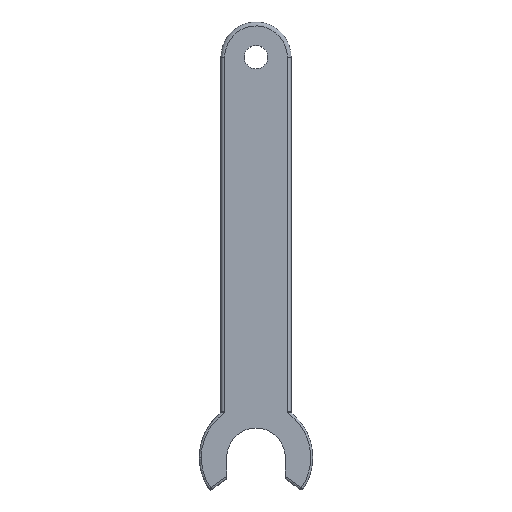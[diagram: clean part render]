
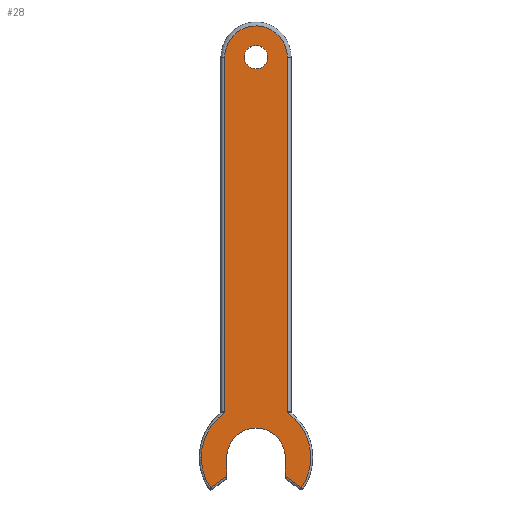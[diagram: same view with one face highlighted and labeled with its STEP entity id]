
A CAD part, top view. The second image highlights one B-rep face of the part: STEP entity #28.
In plain terms, the highlighted planar face has unit normal (0, 0, 1).
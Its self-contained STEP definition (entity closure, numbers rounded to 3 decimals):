
#1 = CARTESIAN_POINT ( 'NONE',  ( -11.613, -7.819, 0. ) ) ;
#13 = EDGE_CURVE ( 'NONE', #999, #1227, #88, .T. ) ;
#14 = VECTOR ( 'NONE', #486, 1000. ) ;
#28 = ADVANCED_FACE ( 'NONE', ( #1623, #2187 ), #699, .F. ) ;
#62 = ORIENTED_EDGE ( 'NONE', *, *, #901, .F. ) ;
#88 = LINE ( 'NONE', #2373, #606 ) ;
#108 = DIRECTION ( 'NONE',  ( 0., -1., 0. ) ) ;
#117 =( BOUNDED_CURVE ( )  B_SPLINE_CURVE ( 3, ( #1, #2461, #798, #2251 ),
 .UNSPECIFIED., .F., .F. ) 
 B_SPLINE_CURVE_WITH_KNOTS ( ( 4, 4 ),
 ( 0., 1. ),
 .UNSPECIFIED. ) 
 CURVE ( )  GEOMETRIC_REPRESENTATION_ITEM ( )  RATIONAL_B_SPLINE_CURVE ( ( 0.957, 0.929, 0.929, 0.957 ) ) 
 REPRESENTATION_ITEM ( '' )  );
#123 = DIRECTION ( 'NONE',  ( 1., 0., 0. ) ) ;
#156 = CARTESIAN_POINT ( 'NONE',  ( -8., 102.477, 0. ) ) ;
#176 = EDGE_CURVE ( 'NONE', #2583, #2522, #1385, .T. ) ;
#204 = VECTOR ( 'NONE', #1297, 1000. ) ;
#313 = EDGE_LOOP ( 'NONE', ( #1432, #62 ) ) ;
#377 = CARTESIAN_POINT ( 'NONE',  ( -8., 11.489, 0. ) ) ;
#385 =( BOUNDED_CURVE ( )  B_SPLINE_CURVE ( 3, ( #156, #1975, #961, #2423 ),
 .UNSPECIFIED., .F., .T. ) 
 B_SPLINE_CURVE_WITH_KNOTS ( ( 4, 4 ),
 ( 0., 1. ),
 .UNSPECIFIED. ) 
 CURVE ( )  GEOMETRIC_REPRESENTATION_ITEM ( )  RATIONAL_B_SPLINE_CURVE ( ( 0.957, 0.319, 0.319, 0.957 ) ) 
 REPRESENTATION_ITEM ( '' )  );
#452 = LINE ( 'NONE', #2611, #862 ) ;
#486 = DIRECTION ( 'NONE',  ( -0.809, 0.588, 0. ) ) ;
#500 = ORIENTED_EDGE ( 'NONE', *, *, #1872, .F. ) ;
#571 = CARTESIAN_POINT ( 'NONE',  ( 0., 102.477, 0. ) ) ;
#594 = AXIS2_PLACEMENT_3D ( 'NONE', #571, #1403, #1586 ) ;
#597 = CARTESIAN_POINT ( 'NONE',  ( 8., 51.329, 0. ) ) ;
#606 = VECTOR ( 'NONE', #108, 1000. ) ;
#611 = VERTEX_POINT ( 'NONE', #854 ) ;
#620 = CARTESIAN_POINT ( 'NONE',  ( 7.5, 51.329, 0. ) ) ;
#630 = CIRCLE ( 'NONE', #594, 3. ) ;
#647 = CARTESIAN_POINT ( 'NONE',  ( 8., 102.477, 0. ) ) ;
#665 = CARTESIAN_POINT ( 'NONE',  ( 8., 11.489, 0. ) ) ;
#692 = DIRECTION ( 'NONE',  ( -1., 0., 0. ) ) ;
#698 = CARTESIAN_POINT ( 'NONE',  ( -11.613, -7.819, 0. ) ) ;
#699 = PLANE ( 'NONE',  #2382 ) ;
#706 = ORIENTED_EDGE ( 'NONE', *, *, #1572, .F. ) ;
#791 = CARTESIAN_POINT ( 'NONE',  ( 0., 0., 0. ) ) ;
#798 = CARTESIAN_POINT ( 'NONE',  ( -14., -2.807, 0. ) ) ;
#805 = EDGE_CURVE ( 'NONE', #1260, #2337, #890, .T. ) ;
#847 = CARTESIAN_POINT ( 'NONE',  ( 7.5, -4.831, 0. ) ) ;
#854 = CARTESIAN_POINT ( 'NONE',  ( -8., 11.489, 0. ) ) ;
#862 = VECTOR ( 'NONE', #2172, 1000. ) ;
#889 =( BOUNDED_CURVE ( )  B_SPLINE_CURVE ( 3, ( #2678, #1399, #1583, #377 ),
 .UNSPECIFIED., .F., .F. ) 
 B_SPLINE_CURVE_WITH_KNOTS ( ( 4, 4 ),
 ( 0., 1. ),
 .UNSPECIFIED. ) 
 CURVE ( )  GEOMETRIC_REPRESENTATION_ITEM ( )  RATIONAL_B_SPLINE_CURVE ( ( 0.957, 0.884, 0.883, 0.955 ) ) 
 REPRESENTATION_ITEM ( '' )  );
#890 =( BOUNDED_CURVE ( )  B_SPLINE_CURVE ( 3, ( #2304, #2037, #2691, #2457 ),
 .UNSPECIFIED., .F., .F. ) 
 B_SPLINE_CURVE_WITH_KNOTS ( ( 4, 4 ),
 ( 0., 1. ),
 .UNSPECIFIED. ) 
 CURVE ( )  GEOMETRIC_REPRESENTATION_ITEM ( )  RATIONAL_B_SPLINE_CURVE ( ( 0.953, 0.771, 0.772, 0.957 ) ) 
 REPRESENTATION_ITEM ( '' )  );
#901 = EDGE_CURVE ( 'NONE', #2522, #2583, #630, .T. ) ;
#961 = CARTESIAN_POINT ( 'NONE',  ( 8., 118.477, 0. ) ) ;
#999 = VERTEX_POINT ( 'NONE', #1208 ) ;
#1004 = DIRECTION ( 'NONE',  ( 1., 0., 0. ) ) ;
#1090 = VECTOR ( 'NONE', #2281, 1000. ) ;
#1107 = CARTESIAN_POINT ( 'NONE',  ( 14.168, -8.529, 0. ) ) ;
#1116 = EDGE_CURVE ( 'NONE', #611, #1519, #452, .T. ) ;
#1200 = CARTESIAN_POINT ( 'NONE',  ( -8., 102.477, 0. ) ) ;
#1208 = CARTESIAN_POINT ( 'NONE',  ( -7.5, 0., 0. ) ) ;
#1212 = EDGE_CURVE ( 'NONE', #1227, #1939, #1874, .T. ) ;
#1227 = VERTEX_POINT ( 'NONE', #2106 ) ;
#1232 = VERTEX_POINT ( 'NONE', #647 ) ;
#1260 = VERTEX_POINT ( 'NONE', #665 ) ;
#1265 = CARTESIAN_POINT ( 'NONE',  ( 7.475, -4.813, 0. ) ) ;
#1297 = DIRECTION ( 'NONE',  ( -0.809, -0.588, 0. ) ) ;
#1299 = VERTEX_POINT ( 'NONE', #847 ) ;
#1308 = CARTESIAN_POINT ( 'NONE',  ( -11.613, -7.819, 0. ) ) ;
#1318 = EDGE_CURVE ( 'NONE', #1299, #1636, #1618, .T. ) ;
#1321 = CIRCLE ( 'NONE', #1327, 7.5 ) ;
#1327 = AXIS2_PLACEMENT_3D ( 'NONE', #791, #2245, #1004 ) ;
#1338 = DIRECTION ( 'NONE',  ( 0., 0., 1. ) ) ;
#1361 = EDGE_CURVE ( 'NONE', #2337, #1299, #1558, .T. ) ;
#1385 = CIRCLE ( 'NONE', #2170, 3. ) ;
#1399 = CARTESIAN_POINT ( 'NONE',  ( -14., 4.673, 0. ) ) ;
#1403 = DIRECTION ( 'NONE',  ( 0., 0., 1. ) ) ;
#1432 = ORIENTED_EDGE ( 'NONE', *, *, #176, .F. ) ;
#1485 = ORIENTED_EDGE ( 'NONE', *, *, #1116, .F. ) ;
#1490 = ORIENTED_EDGE ( 'NONE', *, *, #13, .F. ) ;
#1519 = VERTEX_POINT ( 'NONE', #1200 ) ;
#1530 = EDGE_CURVE ( 'NONE', #1636, #999, #1321, .T. ) ;
#1558 = LINE ( 'NONE', #1265, #14 ) ;
#1572 = EDGE_CURVE ( 'NONE', #1939, #1784, #117, .T. ) ;
#1583 = CARTESIAN_POINT ( 'NONE',  ( -11.837, 8.817, 0. ) ) ;
#1586 = DIRECTION ( 'NONE',  ( 1., 0., 0. ) ) ;
#1609 = CARTESIAN_POINT ( 'NONE',  ( 7.5, 0., 0. ) ) ;
#1610 = CARTESIAN_POINT ( 'NONE',  ( 3., 102.477, 0. ) ) ;
#1618 = LINE ( 'NONE', #620, #1090 ) ;
#1623 = FACE_BOUND ( 'NONE', #313, .T. ) ;
#1636 = VERTEX_POINT ( 'NONE', #1609 ) ;
#1784 = VERTEX_POINT ( 'NONE', #2167 ) ;
#1872 = EDGE_CURVE ( 'NONE', #1519, #1232, #385, .T. ) ;
#1874 = LINE ( 'NONE', #1308, #204 ) ;
#1888 = ORIENTED_EDGE ( 'NONE', *, *, #2431, .F. ) ;
#1918 = ORIENTED_EDGE ( 'NONE', *, *, #1530, .F. ) ;
#1939 = VERTEX_POINT ( 'NONE', #698 ) ;
#1975 = CARTESIAN_POINT ( 'NONE',  ( -8., 118.477, 0. ) ) ;
#1987 = ORIENTED_EDGE ( 'NONE', *, *, #1212, .F. ) ;
#2013 = CARTESIAN_POINT ( 'NONE',  ( -3., 102.477, 0. ) ) ;
#2033 = DIRECTION ( 'NONE',  ( 0., -1., 0. ) ) ;
#2037 = CARTESIAN_POINT ( 'NONE',  ( 14.652, 6.857, 0. ) ) ;
#2106 = CARTESIAN_POINT ( 'NONE',  ( -7.5, -4.831, 0. ) ) ;
#2135 = DIRECTION ( 'NONE',  ( 0., 0., -1. ) ) ;
#2167 = CARTESIAN_POINT ( 'NONE',  ( -14., 0., 0. ) ) ;
#2170 = AXIS2_PLACEMENT_3D ( 'NONE', #2607, #1338, #123 ) ;
#2172 = DIRECTION ( 'NONE',  ( 0., 1., 0. ) ) ;
#2178 = CARTESIAN_POINT ( 'NONE',  ( 11.613, -7.819, 0. ) ) ;
#2187 = FACE_OUTER_BOUND ( 'NONE', #2500, .T. ) ;
#2245 = DIRECTION ( 'NONE',  ( 0., 0., 1. ) ) ;
#2251 = CARTESIAN_POINT ( 'NONE',  ( -14., 0., 0. ) ) ;
#2281 = DIRECTION ( 'NONE',  ( 0., 1., 0. ) ) ;
#2290 = VECTOR ( 'NONE', #2033, 1000. ) ;
#2304 = CARTESIAN_POINT ( 'NONE',  ( 8., 11.489, 0. ) ) ;
#2337 = VERTEX_POINT ( 'NONE', #2178 ) ;
#2347 = ORIENTED_EDGE ( 'NONE', *, *, #1318, .F. ) ;
#2373 = CARTESIAN_POINT ( 'NONE',  ( -7.5, 51.329, 0. ) ) ;
#2382 = AXIS2_PLACEMENT_3D ( 'NONE', #1107, #2135, #692 ) ;
#2423 = CARTESIAN_POINT ( 'NONE',  ( 8., 102.477, 0. ) ) ;
#2431 = EDGE_CURVE ( 'NONE', #1784, #611, #889, .T. ) ;
#2457 = CARTESIAN_POINT ( 'NONE',  ( 11.613, -7.819, 0. ) ) ;
#2461 = CARTESIAN_POINT ( 'NONE',  ( -13.18, -5.491, 0. ) ) ;
#2500 = EDGE_LOOP ( 'NONE', ( #2552, #2666, #2697, #500, #1485, #1888, #706, #1987, #1490, #1918, #2347 ) ) ;
#2506 = LINE ( 'NONE', #597, #2290 ) ;
#2522 = VERTEX_POINT ( 'NONE', #2013 ) ;
#2552 = ORIENTED_EDGE ( 'NONE', *, *, #1361, .F. ) ;
#2556 = EDGE_CURVE ( 'NONE', #1232, #1260, #2506, .T. ) ;
#2583 = VERTEX_POINT ( 'NONE', #1610 ) ;
#2607 = CARTESIAN_POINT ( 'NONE',  ( 0., 102.477, 0. ) ) ;
#2611 = CARTESIAN_POINT ( 'NONE',  ( -8., 51.329, 0. ) ) ;
#2666 = ORIENTED_EDGE ( 'NONE', *, *, #805, .F. ) ;
#2678 = CARTESIAN_POINT ( 'NONE',  ( -14., 0., 0. ) ) ;
#2691 = CARTESIAN_POINT ( 'NONE',  ( 16.133, -1.106, 0. ) ) ;
#2697 = ORIENTED_EDGE ( 'NONE', *, *, #2556, .F. ) ;
